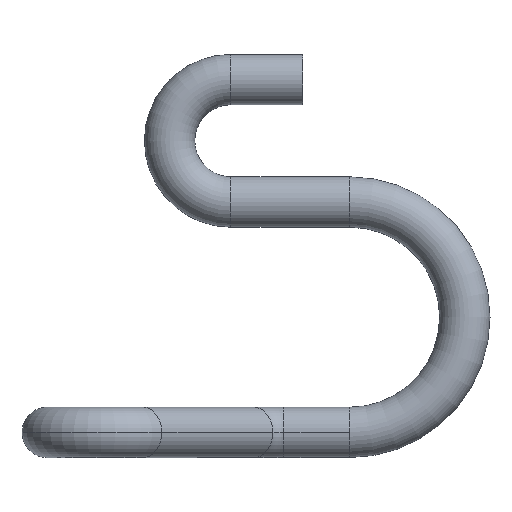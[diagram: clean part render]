
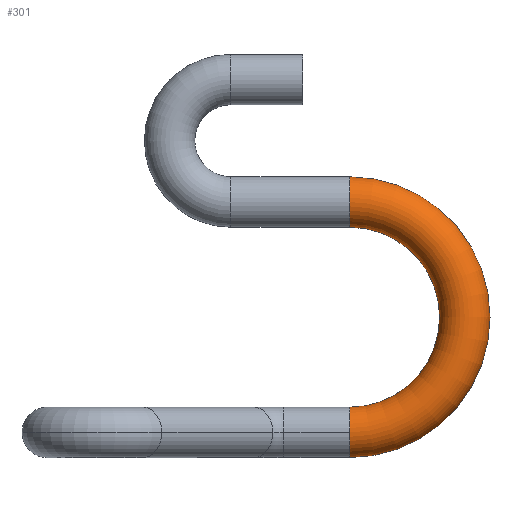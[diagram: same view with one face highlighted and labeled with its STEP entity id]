
A CAD part, left-side view. The second image highlights one B-rep face of the part: STEP entity #301.
In plain terms, the highlighted toroidal (fillet/blend) face has major radius 16 mm and minor radius 3.5 mm.
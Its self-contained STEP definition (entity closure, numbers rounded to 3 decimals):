
#90 = EDGE_LOOP ( 'NONE', ( #239, #237, #241, #236, #235 ) ) ;
#158 = AXIS2_PLACEMENT_3D ( 'NONE', #389, #390, #391 ) ;
#171 = AXIS2_PLACEMENT_3D ( 'NONE', #414, #415, #416 ) ;
#178 = FACE_OUTER_BOUND ( 'NONE', #90, .T. ) ;
#195 = CIRCLE ( 'NONE', #158, 3.5 ) ;
#206 = TOROIDAL_SURFACE ( 'NONE', #171, 16., 3.5 ) ;
#235 = ORIENTED_EDGE ( 'NONE', *, *, #293, .F. ) ;
#236 = ORIENTED_EDGE ( 'NONE', *, *, #347, .F. ) ;
#237 = ORIENTED_EDGE ( 'NONE', *, *, #654, .T. ) ;
#239 = ORIENTED_EDGE ( 'NONE', *, *, #691, .F. ) ;
#241 = ORIENTED_EDGE ( 'NONE', *, *, #571, .T. ) ;
#261 = VERTEX_POINT ( 'NONE', #378 ) ;
#267 = VERTEX_POINT ( 'NONE', #384 ) ;
#293 = EDGE_CURVE ( 'NONE', #718, #261, #195, .T. ) ;
#301 = ADVANCED_FACE ( 'NONE', ( #178 ), #206, .T. ) ;
#347 = EDGE_CURVE ( 'NONE', #261, #713, #997, .T. ) ;
#378 = CARTESIAN_POINT ( 'NONE',  ( -7.5, -42., 0. ) ) ;
#384 = CARTESIAN_POINT ( 'NONE',  ( -4., -42., 35.5 ) ) ;
#389 = CARTESIAN_POINT ( 'NONE',  ( -4., -42., 0. ) ) ;
#390 = DIRECTION ( 'NONE',  ( 0., 1., 0. ) ) ;
#391 = DIRECTION ( 'NONE',  ( 0., 0., -1. ) ) ;
#414 = CARTESIAN_POINT ( 'NONE',  ( -4., -42., 16. ) ) ;
#415 = DIRECTION ( 'NONE',  ( 1., 0., 0. ) ) ;
#416 = DIRECTION ( 'NONE',  ( 0., 0., -1. ) ) ;
#513 = AXIS2_PLACEMENT_3D ( 'NONE', #752, #753, #754 ) ;
#550 = CIRCLE ( 'NONE', #589, 19.5 ) ;
#571 = EDGE_CURVE ( 'NONE', #709, #713, #1002, .T. ) ;
#589 = AXIS2_PLACEMENT_3D ( 'NONE', #896, #897, #898 ) ;
#638 = AXIS2_PLACEMENT_3D ( 'NONE', #740, #741, #742 ) ;
#654 = EDGE_CURVE ( 'NONE', #267, #709, #1019, .T. ) ;
#691 = EDGE_CURVE ( 'NONE', #267, #718, #550, .T. ) ;
#700 = AXIS2_PLACEMENT_3D ( 'NONE', #824, #825, #826 ) ;
#709 = VERTEX_POINT ( 'NONE', #922 ) ;
#713 = VERTEX_POINT ( 'NONE', #924 ) ;
#718 = VERTEX_POINT ( 'NONE', #927 ) ;
#740 = CARTESIAN_POINT ( 'NONE',  ( -4., -42., 0. ) ) ;
#741 = DIRECTION ( 'NONE',  ( 0., 1., 0. ) ) ;
#742 = DIRECTION ( 'NONE',  ( 0., 0., -1. ) ) ;
#752 = CARTESIAN_POINT ( 'NONE',  ( -4., -42., 16. ) ) ;
#753 = DIRECTION ( 'NONE',  ( 1., 0., 0. ) ) ;
#754 = DIRECTION ( 'NONE',  ( 0., 0., -1. ) ) ;
#824 = CARTESIAN_POINT ( 'NONE',  ( -4., -42., 32. ) ) ;
#825 = DIRECTION ( 'NONE',  ( 0., -1., 0. ) ) ;
#826 = DIRECTION ( 'NONE',  ( -1., 0., 0. ) ) ;
#896 = CARTESIAN_POINT ( 'NONE',  ( -4., -42., 16. ) ) ;
#897 = DIRECTION ( 'NONE',  ( 1., 0., 0. ) ) ;
#898 = DIRECTION ( 'NONE',  ( 0., 0., -1. ) ) ;
#922 = CARTESIAN_POINT ( 'NONE',  ( -4., -42., 28.5 ) ) ;
#924 = CARTESIAN_POINT ( 'NONE',  ( -4., -42., 3.5 ) ) ;
#927 = CARTESIAN_POINT ( 'NONE',  ( -4., -42., -3.5 ) ) ;
#997 = CIRCLE ( 'NONE', #638, 3.5 ) ;
#1002 = CIRCLE ( 'NONE', #513, 12.5 ) ;
#1019 = CIRCLE ( 'NONE', #700, 3.5 ) ;
